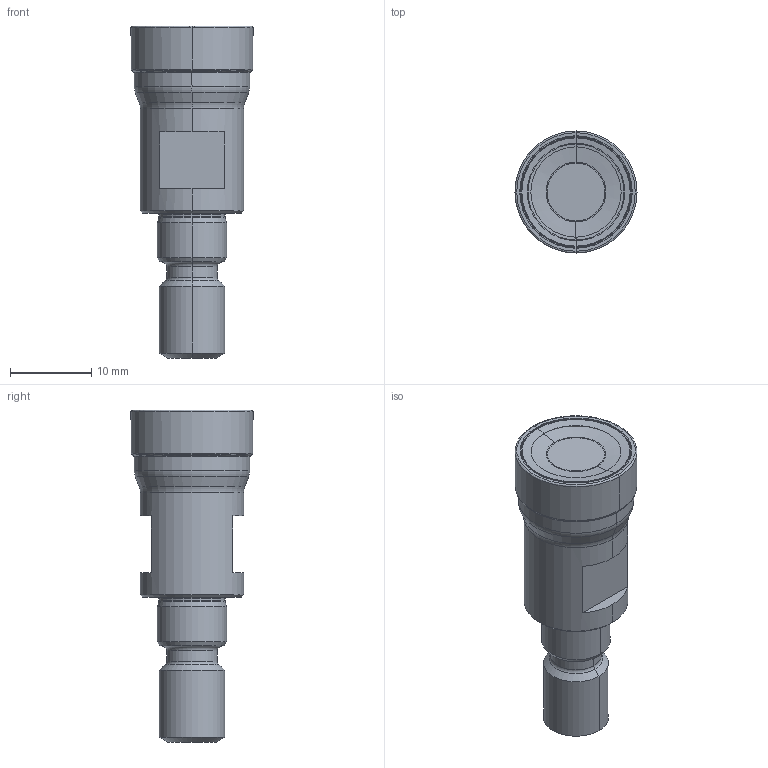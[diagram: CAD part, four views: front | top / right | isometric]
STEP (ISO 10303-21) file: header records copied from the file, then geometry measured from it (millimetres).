
FILE_DESCRIPTION((''),'2;1');
FILE_NAME('12J1A015023X5R00','2023-09-28T16:41:25',('arcalean'),(''),'CREO PARAMETRIC BY PTC INC, 2021184','CREO PARAMETRIC BY PTC INC, 2021184','');
FILE_SCHEMA(('AUTOMOTIVE_DESIGN { 1 0 10303 214 1 1 1 1 }'));
Length unit declared in the file: millimetre
Products named in the file (3): NOCUT; CUT; 12J1A015023X5R00
Assembly tree (2 placements, depth 2):
  12J1A015023X5R00
    NOCUT
    CUT
Bounding box: 15 x 15 x 40.8 mm (x, y, z)
Volume: 4042.3 mm3; surface area: 2486.5 mm2
Topology: 2 solids, 2 shells, 93 faces, 192 edges, 103 vertices
Faces by surface type: revolution 28, cone 22, torus 18, cylinder 14, plane 11
Entity records: 4917 total; most frequent: CARTESIAN_POINT 2159, DIRECTION 458, ORIENTED_EDGE 380, PRESENTATION_STYLE_ASSIGNMENT 195, STYLED_ITEM 195, CURVE_STYLE 193, AXIS2_PLACEMENT_3D 191, EDGE_CURVE 190
